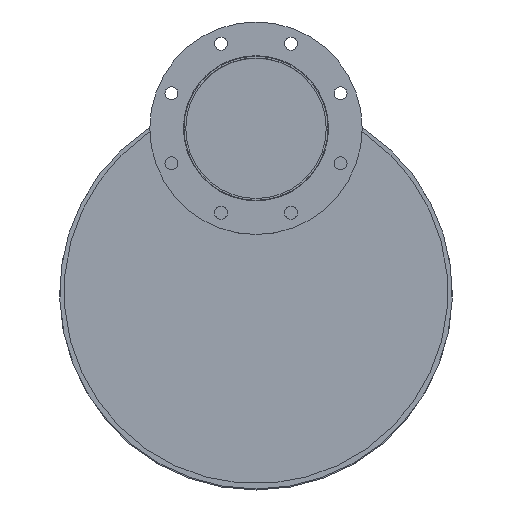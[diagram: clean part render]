
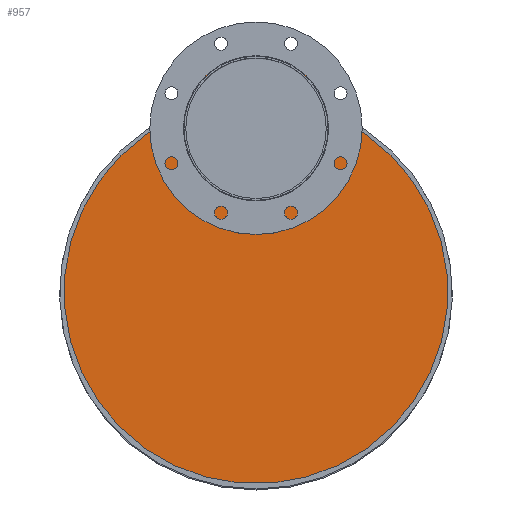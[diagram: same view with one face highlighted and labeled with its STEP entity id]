
A CAD part, top view. The second image highlights one B-rep face of the part: STEP entity #957.
In plain terms, the highlighted planar face has unit normal (0, 0, 1).
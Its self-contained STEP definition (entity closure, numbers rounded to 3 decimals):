
#73=PLANE('',#1110);
#161=FACE_BOUND('',#373,.T.);
#223=FACE_OUTER_BOUND('',#372,.T.);
#372=EDGE_LOOP('',(#817,#818));
#373=EDGE_LOOP('',(#819));
#462=CIRCLE('',#1101,123.);
#465=CIRCLE('',#1105,325.);
#466=CIRCLE('',#1107,137.);
#550=VERTEX_POINT('',#1648);
#552=VERTEX_POINT('',#1653);
#555=VERTEX_POINT('',#1658);
#640=EDGE_CURVE('',#550,#550,#462,.T.);
#645=EDGE_CURVE('',#555,#552,#465,.T.);
#646=EDGE_CURVE('',#552,#555,#466,.T.);
#817=ORIENTED_EDGE('',*,*,#645,.F.);
#818=ORIENTED_EDGE('',*,*,#646,.F.);
#819=ORIENTED_EDGE('',*,*,#640,.T.);
#957=ADVANCED_FACE('',(#223,#161),#73,.F.);
#1101=AXIS2_PLACEMENT_3D('',#1649,#1377,#1378);
#1105=AXIS2_PLACEMENT_3D('',#1660,#1387,#1388);
#1107=AXIS2_PLACEMENT_3D('',#1662,#1391,#1392);
#1110=AXIS2_PLACEMENT_3D('',#1665,#1397,#1398);
#1377=DIRECTION('center_axis',(0.,0.,-1.));
#1378=DIRECTION('ref_axis',(-1.,0.,0.));
#1387=DIRECTION('center_axis',(0.,0.,-1.));
#1388=DIRECTION('ref_axis',(-1.,0.,0.));
#1391=DIRECTION('center_axis',(0.,0.,-1.));
#1392=DIRECTION('ref_axis',(-1.,0.,0.));
#1397=DIRECTION('center_axis',(0.,0.,-1.));
#1398=DIRECTION('ref_axis',(0.,-1.,0.));
#1648=CARTESIAN_POINT('',(123.,277.,1808.));
#1649=CARTESIAN_POINT('Origin',(0.,277.,1808.));
#1653=CARTESIAN_POINT('',(-135.775,295.28,1808.));
#1658=CARTESIAN_POINT('',(135.775,295.28,1808.));
#1660=CARTESIAN_POINT('Origin',(0.,0.,1808.));
#1662=CARTESIAN_POINT('Origin',(0.,277.,1808.));
#1665=CARTESIAN_POINT('Origin',(0.,0.,1808.));
